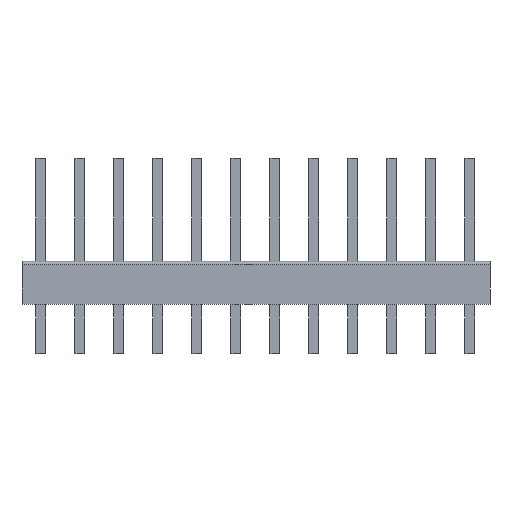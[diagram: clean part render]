
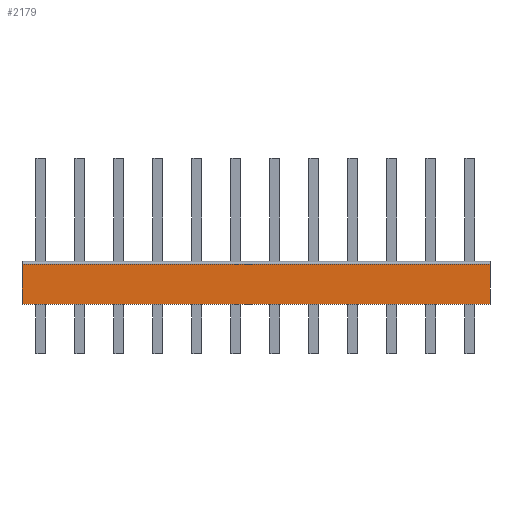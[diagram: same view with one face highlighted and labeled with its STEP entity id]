
A CAD part, front view. The second image highlights one B-rep face of the part: STEP entity #2179.
In plain terms, the highlighted planar face has unit normal (0, -1, 0).
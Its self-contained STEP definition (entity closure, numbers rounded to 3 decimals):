
#77=DIRECTION('',(0.,0.,-1.));
#78=VECTOR('',#77,2.6);
#79=CARTESIAN_POINT('',(-15.24,-1.25,-0.2));
#80=LINE('',#79,#78);
#530=DIRECTION('',(1.,0.,0.));
#531=VECTOR('',#530,30.48);
#532=CARTESIAN_POINT('',(-15.24,-1.25,-2.8));
#533=LINE('',#532,#531);
#534=DIRECTION('',(1.,0.,0.));
#535=VECTOR('',#534,30.48);
#536=CARTESIAN_POINT('',(-15.24,-1.25,-0.2));
#537=LINE('',#536,#535);
#576=DIRECTION('',(0.,0.,-1.));
#577=VECTOR('',#576,2.6);
#578=CARTESIAN_POINT('',(15.24,-1.25,-0.2));
#579=LINE('',#578,#577);
#1349=CARTESIAN_POINT('',(-15.24,-1.25,-0.2));
#1351=VERTEX_POINT('',#1349);
#1352=CARTESIAN_POINT('',(-15.24,-1.25,-2.8));
#1353=VERTEX_POINT('',#1352);
#1369=CARTESIAN_POINT('',(15.24,-1.25,-0.2));
#1371=VERTEX_POINT('',#1369);
#1372=CARTESIAN_POINT('',(15.24,-1.25,-2.8));
#1373=VERTEX_POINT('',#1372);
#2167=CARTESIAN_POINT('',(-15.24,-1.25,-0.2));
#2168=DIRECTION('',(0.,-1.,0.));
#2169=DIRECTION('',(0.,0.,-1.));
#2170=AXIS2_PLACEMENT_3D('',#2167,#2168,#2169);
#2171=PLANE('',#2170);
#2172=ORIENTED_EDGE('',*,*,#1779,.F.);
#2173=ORIENTED_EDGE('',*,*,#1810,.T.);
#2175=ORIENTED_EDGE('',*,*,#2174,.T.);
#2176=ORIENTED_EDGE('',*,*,#2159,.F.);
#2177=EDGE_LOOP('',(#2172,#2173,#2175,#2176));
#2178=FACE_OUTER_BOUND('',#2177,.F.);
#2179=ADVANCED_FACE('',(#2178),#2171,.T.);
#1779=EDGE_CURVE('',#1351,#1353,#80,.T.);
#1810=EDGE_CURVE('',#1351,#1371,#537,.T.);
#2159=EDGE_CURVE('',#1353,#1373,#533,.T.);
#2174=EDGE_CURVE('',#1371,#1373,#579,.T.);
